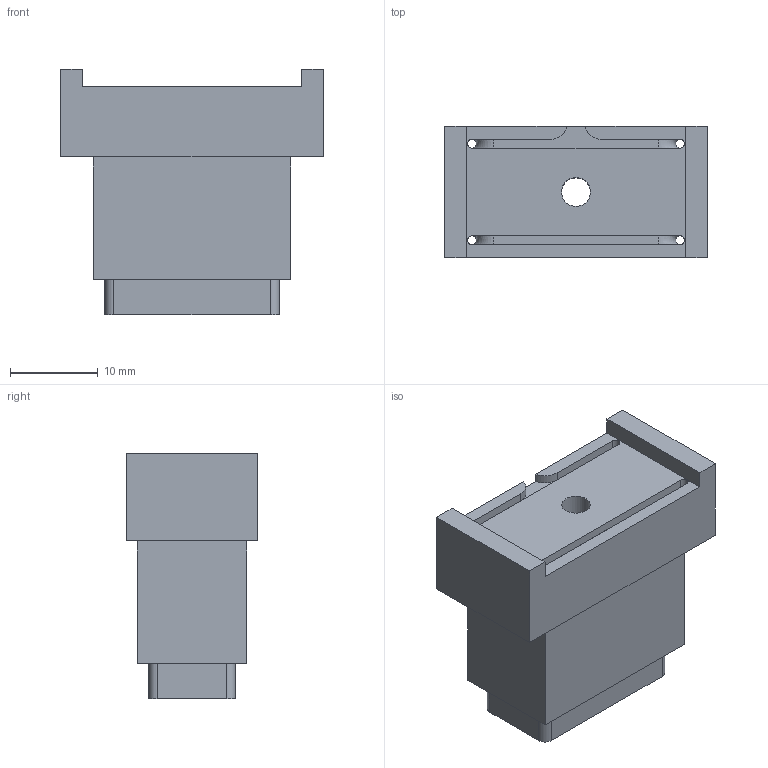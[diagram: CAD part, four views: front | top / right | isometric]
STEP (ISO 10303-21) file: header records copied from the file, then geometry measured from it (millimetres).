
FILE_DESCRIPTION(/* description */ (''),/* implementation_level */ '2;1');
FILE_NAME(/* name */ '10x20mm_Cuvette_Top.stp',/* time_stamp */ '2018-07-25T16:01:57+02:00',/* author */ ('voigt'),/* organization */ (''),/* preprocessor_version */ 'ST-DEVELOPER v16.1',/* originating_system */ 'Autodesk Inventor 2016',/* authorisation */ '');
FILE_SCHEMA (('AUTOMOTIVE_DESIGN { 1 0 10303 214 3 1 1 }'));
Length unit declared in the file: millimetre
Products named in the file (1): 10x20mm_Cuvette_Top
Bounding box: 30 x 15 x 28 mm (x, y, z)
Volume: 8170.3 mm3; surface area: 3408.7 mm2
Topology: 1 solids, 1 shells, 42 faces, 125 edges, 84 vertices
Faces by surface type: plane 27, cylinder 11, torus 4
Full cylindrical faces by diameter (mm): 1 x4, 3.3 x1
Entity records: 1458 total; most frequent: CARTESIAN_POINT 324, ORIENTED_EDGE 230, DIRECTION 222, EDGE_CURVE 115, VERTEX_POINT 79, LINE 76, VECTOR 76, AXIS2_PLACEMENT_3D 73
